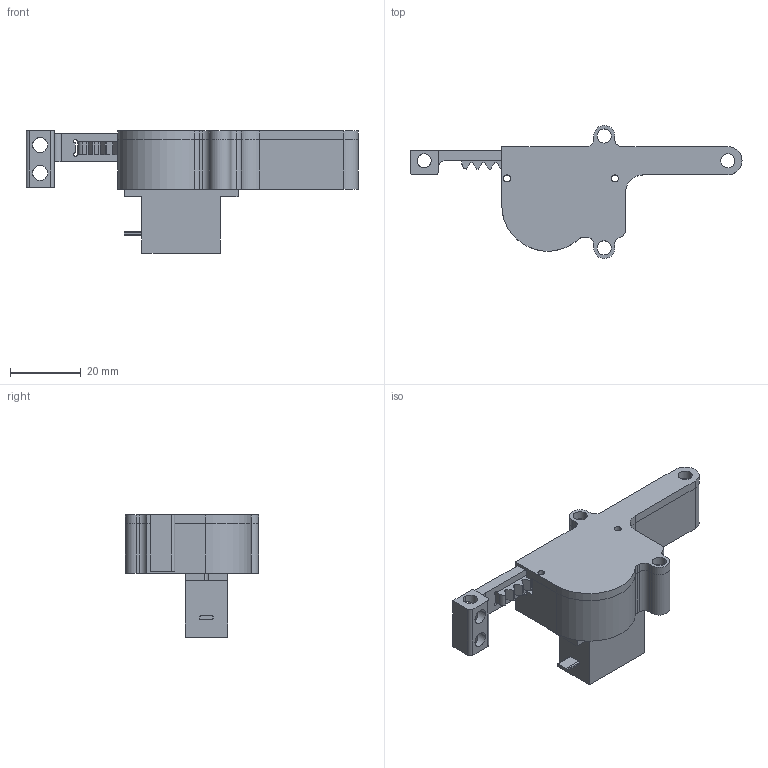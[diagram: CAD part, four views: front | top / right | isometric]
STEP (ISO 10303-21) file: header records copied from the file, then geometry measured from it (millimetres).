
FILE_DESCRIPTION (( 'STEP AP214' ), '1' );
FILE_NAME ('Proton.STEP', '2016-03-01T19:37:48', ( '' ), ( '' ), 'SwSTEP 2.0', 'SolidWorks 2016', '' );
FILE_SCHEMA (( 'AUTOMOTIVE_DESIGN' ));
Length unit declared in the file: millimetre
Products named in the file (8): Zahnstange; Zahnrad_20Z_22.2mm; TowerServoSG92R; Deckel; Proton; P-Body; Zahnstangenkörper4; ZahnstangenInlay3
Assembly tree (7 placements, depth 3):
  Proton
    Zahnrad_20Z_22.2mm
    Zahnstange
      Zahnstangenkörper4
      ZahnstangenInlay3
    TowerServoSG92R
    P-Body
    Deckel
Bounding box: 93.97 x 37.67 x 34.6 mm (x, y, z)
Volume: 18946 mm3; surface area: 19184.4 mm2
Topology: 6 solids, 6 shells, 622 faces, 1805 edges, 1193 vertices
Faces by surface type: plane 309, cylinder 264, bspline 46, torus 3
Entity records: 23849 total; most frequent: CARTESIAN_POINT 6731, ORIENTED_EDGE 3598, DIRECTION 3413, EDGE_CURVE 1799, VERTEX_POINT 1193, VECTOR 1159, LINE 1159, AXIS2_PLACEMENT_3D 1127
